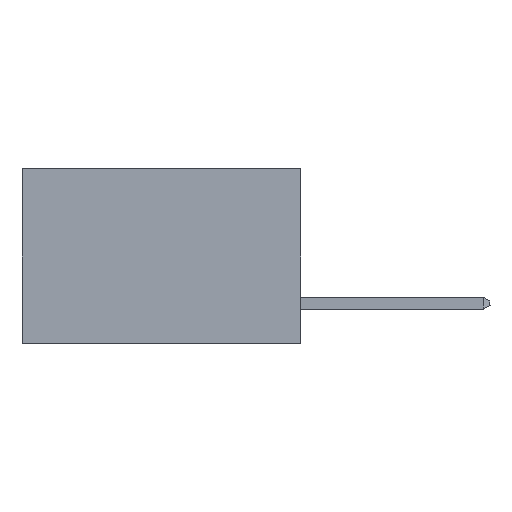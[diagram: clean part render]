
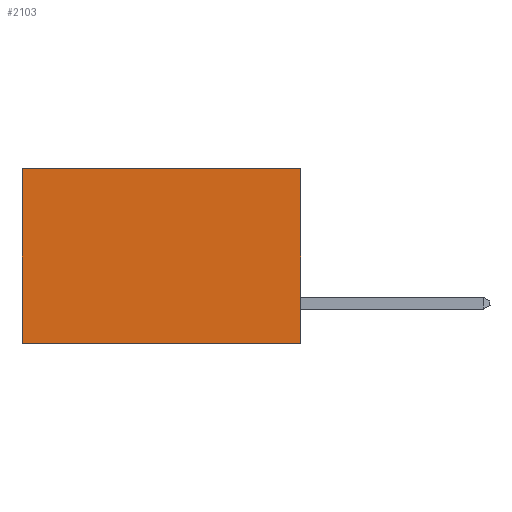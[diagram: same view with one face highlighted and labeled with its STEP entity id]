
A CAD part, left-side view. The second image highlights one B-rep face of the part: STEP entity #2103.
In plain terms, the highlighted planar face has unit normal (-1, 0, 0).
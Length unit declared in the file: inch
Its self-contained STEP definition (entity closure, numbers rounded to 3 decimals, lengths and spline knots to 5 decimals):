
#133 = CARTESIAN_POINT ( 'NONE',  ( 0.277, 0., -0.37 ) ) ;
#331 = DIRECTION ( 'NONE',  ( 0., 1., 0. ) ) ;
#1696 = CARTESIAN_POINT ( 'NONE',  ( 0.277, 0.59, -0.37 ) ) ;
#1822 = EDGE_LOOP ( 'NONE', ( #9448, #3954, #18419, #11042 ) ) ;
#2025 = CARTESIAN_POINT ( 'NONE',  ( 0.277, 0., -0.37 ) ) ;
#2103 = ADVANCED_FACE ( 'NONE', ( #14939 ), #2498, .F. ) ;
#2498 = PLANE ( 'NONE',  #18794 ) ;
#2886 = VERTEX_POINT ( 'NONE', #11431 ) ;
#3144 = CARTESIAN_POINT ( 'NONE',  ( 0.277, 0., 0. ) ) ;
#3301 = DIRECTION ( 'NONE',  ( 0., 0., -1. ) ) ;
#3373 = DIRECTION ( 'NONE',  ( 1., 0., 0. ) ) ;
#3380 = EDGE_CURVE ( 'NONE', #13694, #21965, #12402, .T. ) ;
#3385 = DIRECTION ( 'NONE',  ( 0., 1., 0. ) ) ;
#3827 = DIRECTION ( 'NONE',  ( 0., 0., -1. ) ) ;
#3954 = ORIENTED_EDGE ( 'NONE', *, *, #21176, .F. ) ;
#6730 = LINE ( 'NONE', #1696, #15675 ) ;
#7036 = VECTOR ( 'NONE', #331, 39.37008 ) ;
#9448 = ORIENTED_EDGE ( 'NONE', *, *, #17084, .T. ) ;
#10673 = DIRECTION ( 'NONE',  ( 0., 0., -1. ) ) ;
#11042 = ORIENTED_EDGE ( 'NONE', *, *, #3380, .T. ) ;
#11431 = CARTESIAN_POINT ( 'NONE',  ( 0.277, 0.59, -0.37 ) ) ;
#12381 = VERTEX_POINT ( 'NONE', #20670 ) ;
#12402 = LINE ( 'NONE', #3144, #7036 ) ;
#13500 = VECTOR ( 'NONE', #3827, 39.37008 ) ;
#13694 = VERTEX_POINT ( 'NONE', #18702 ) ;
#14939 = FACE_OUTER_BOUND ( 'NONE', #1822, .T. ) ;
#15675 = VECTOR ( 'NONE', #10673, 39.37008 ) ;
#16316 = VECTOR ( 'NONE', #3385, 39.37008 ) ;
#17084 = EDGE_CURVE ( 'NONE', #21965, #2886, #6730, .T. ) ;
#18419 = ORIENTED_EDGE ( 'NONE', *, *, #22147, .F. ) ;
#18702 = CARTESIAN_POINT ( 'NONE',  ( 0.277, 0., 0. ) ) ;
#18794 = AXIS2_PLACEMENT_3D ( 'NONE', #133, #3373, #3301 ) ;
#20670 = CARTESIAN_POINT ( 'NONE',  ( 0.277, 0., -0.37 ) ) ;
#20880 = LINE ( 'NONE', #20969, #16316 ) ;
#20884 = CARTESIAN_POINT ( 'NONE',  ( 0.277, 0.59, 0. ) ) ;
#20969 = CARTESIAN_POINT ( 'NONE',  ( 0.277, 0., -0.37 ) ) ;
#21176 = EDGE_CURVE ( 'NONE', #12381, #2886, #20880, .T. ) ;
#21965 = VERTEX_POINT ( 'NONE', #20884 ) ;
#22147 = EDGE_CURVE ( 'NONE', #13694, #12381, #22694, .T. ) ;
#22694 = LINE ( 'NONE', #2025, #13500 ) ;
